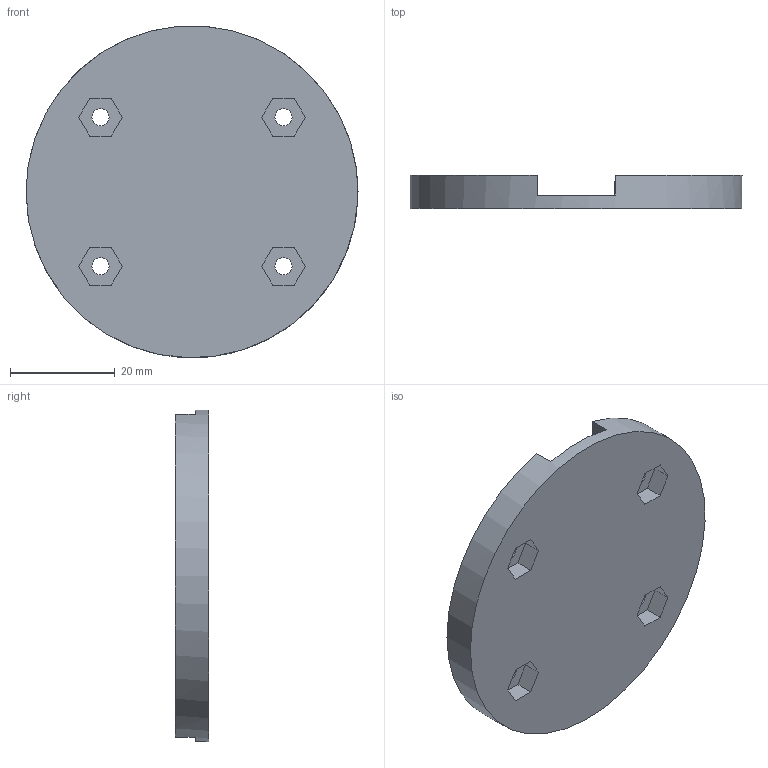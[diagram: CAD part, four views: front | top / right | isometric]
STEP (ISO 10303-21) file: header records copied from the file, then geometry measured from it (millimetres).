
FILE_DESCRIPTION(/* description */ (''),/* implementation_level */ '2;1');
FILE_NAME(/* name */ 'OneButtonCaseBottom.step',/* time_stamp */ '2018-01-14T13:34:55-08:00',/* author */ ('ark0'),/* organization */ (''),/* preprocessor_version */ 'ST-DEVELOPER v16.13',/* originating_system */ 'Autodesk Translation Framework v6.5.0.72',/* authorisation */ '');
FILE_SCHEMA (('AUTOMOTIVE_DESIGN { 1 0 10303 214 3 1 1 }'));
Length unit declared in the file: inch
Products named in the file (1): OneButtonCase_Bottom
Bounding box: 63.5 x 6.35 x 63.4 mm (x, y, z)
Volume: 13001.2 mm3; surface area: 8381.3 mm2
Topology: 1 solids, 1 shells, 49 faces, 130 edges, 87 vertices
Faces by surface type: plane 40, cylinder 9
Full cylindrical faces by diameter (mm): 3.3 x4, 63.5 x1
Entity records: 1566 total; most frequent: CARTESIAN_POINT 267, ORIENTED_EDGE 260, DIRECTION 253, EDGE_CURVE 130, LINE 107, VECTOR 107, VERTEX_POINT 87, AXIS2_PLACEMENT_3D 73
